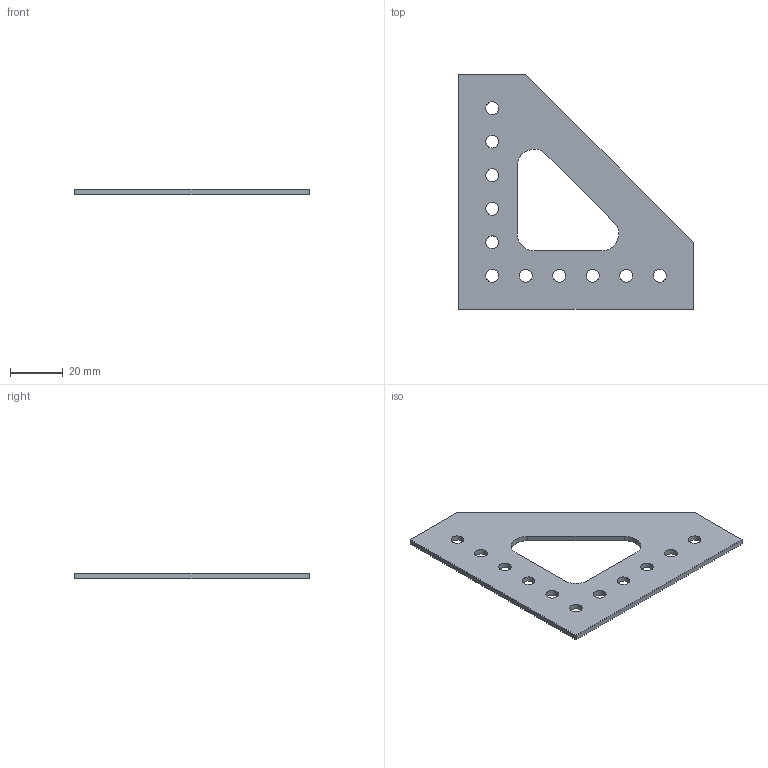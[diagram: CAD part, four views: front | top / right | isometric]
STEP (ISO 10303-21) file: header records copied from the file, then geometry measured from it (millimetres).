
FILE_DESCRIPTION(/* description */ (''),/* implementation_level */ '2;1');
FILE_NAME(/* name */ 'SUP_002_90DegreeGusset.stp',/* time_stamp */ '2020-02-19T18:19:21-05:00',/* author */ ('Myers'),/* organization */ (''),/* preprocessor_version */ 'ST-DEVELOPER v16.13',/* originating_system */ 'Autodesk Inventor 2018',/* authorisation */ '');
FILE_SCHEMA (('AUTOMOTIVE_DESIGN { 1 0 10303 214 3 1 1 }'));
Length unit declared in the file: inch
Products named in the file (1): SUP_002_90DegreeGusset
Bounding box: 88.9 x 88.9 x 2.03 mm (x, y, z)
Volume: 9486.9 mm3; surface area: 10584.6 mm2
Topology: 1 solids, 1 shells, 24 faces, 77 edges, 55 vertices
Faces by surface type: cylinder 14, plane 10
Full cylindrical faces by diameter (mm): 4.851 x11
Entity records: 819 total; most frequent: DIRECTION 133, CARTESIAN_POINT 124, ORIENTED_EDGE 110, EDGE_LOOP 59, EDGE_CURVE 55, AXIS2_PLACEMENT_3D 53, VERTEX_POINT 44, FACE_BOUND 35
